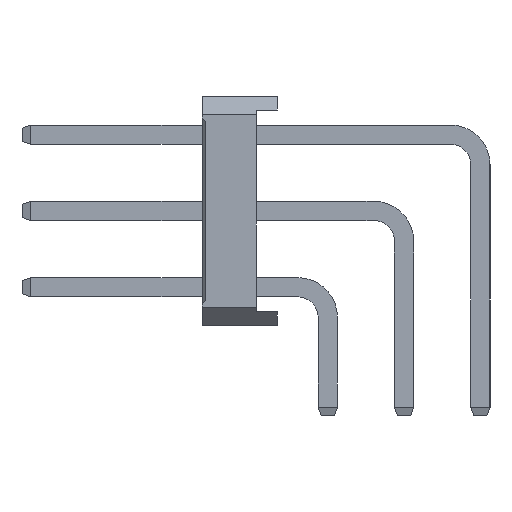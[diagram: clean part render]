
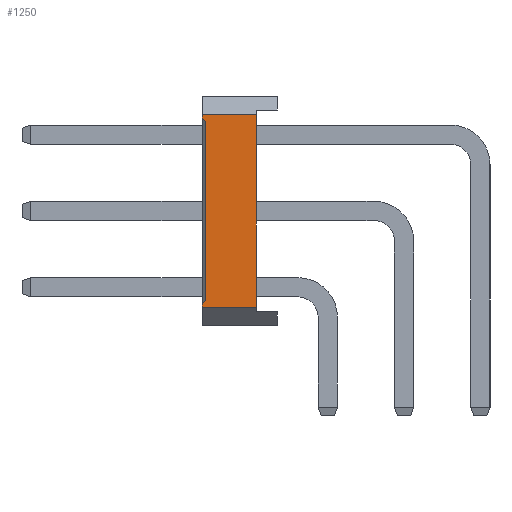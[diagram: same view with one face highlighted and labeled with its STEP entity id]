
A CAD part, left-side view. The second image highlights one B-rep face of the part: STEP entity #1250.
In plain terms, the highlighted planar face has unit normal (-1, 0, 0).
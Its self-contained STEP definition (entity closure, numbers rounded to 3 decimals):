
#1250=ADVANCED_FACE('',(#13676),#13678,.T.);
#13676=FACE_BOUND('',#13677,.T.);
#13677=EDGE_LOOP('',(#23777,#23778,#23779,#23780,#23781,#23782,#23783,#23784));
#13678=PLANE('',#13679);
#13679=AXIS2_PLACEMENT_3D('',#13680,#13681,#13682);
#13680=CARTESIAN_POINT('',(-1.27,1.68,0.6));
#13681=DIRECTION('',(-1.,0.,0.));
#13682=DIRECTION('',(0.,0.,1.));
#23777=ORIENTED_EDGE('',*,*,#30282,.F.);
#23778=ORIENTED_EDGE('',*,*,#30283,.T.);
#23779=ORIENTED_EDGE('',*,*,#30284,.F.);
#23780=ORIENTED_EDGE('',*,*,#29562,.F.);
#23781=ORIENTED_EDGE('',*,*,#30285,.F.);
#23782=ORIENTED_EDGE('',*,*,#29204,.T.);
#23783=ORIENTED_EDGE('',*,*,#30281,.T.);
#23784=ORIENTED_EDGE('',*,*,#29566,.F.);
#29204=EDGE_CURVE('',#32592,#32590,#32593,.T.);
#29562=EDGE_CURVE('',#33306,#33308,#33309,.T.);
#29566=EDGE_CURVE('',#33314,#33316,#33317,.T.);
#30281=EDGE_CURVE('',#32590,#33316,#34613,.T.);
#30282=EDGE_CURVE('',#34614,#33314,#34615,.F.);
#30283=EDGE_CURVE('',#34614,#34616,#34617,.T.);
#30284=EDGE_CURVE('',#33308,#34616,#34618,.F.);
#30285=EDGE_CURVE('',#32592,#33306,#34619,.T.);
#32590=VERTEX_POINT('',#38098);
#32592=VERTEX_POINT('',#38102);
#32593=LINE('',#38103,#38104);
#33306=VERTEX_POINT('',#39530);
#33308=VERTEX_POINT('',#39534);
#33309=LINE('',#39535,#39536);
#33314=VERTEX_POINT('',#39546);
#33316=VERTEX_POINT('',#39550);
#33317=LINE('',#39551,#39552);
#34613=LINE('',#42341,#42342);
#34614=VERTEX_POINT('',#42344);
#34615=LINE('',#42345,#42346);
#34616=VERTEX_POINT('',#42348);
#34617=LINE('',#42349,#42350);
#34618=LINE('',#42352,#42353);
#34619=LINE('',#42355,#42356);
#38098=CARTESIAN_POINT('',(-1.27,2.38,7.02));
#38102=CARTESIAN_POINT('',(-1.27,2.38,0.6));
#38103=CARTESIAN_POINT('',(-1.27,2.38,0.6));
#38104=VECTOR('',#38105,1.);
#38105=DIRECTION('',(0.,0.,1.));
#39530=CARTESIAN_POINT('',(-1.27,4.18,0.6));
#39534=CARTESIAN_POINT('',(-1.27,4.18,0.72));
#39535=CARTESIAN_POINT('',(-1.27,4.18,0.6));
#39536=VECTOR('',#39537,1.);
#39537=DIRECTION('',(0.,0.,1.));
#39546=CARTESIAN_POINT('',(-1.27,4.18,6.9));
#39550=CARTESIAN_POINT('',(-1.27,4.18,7.02));
#39551=CARTESIAN_POINT('',(-1.27,4.18,6.9));
#39552=VECTOR('',#39553,1.);
#39553=DIRECTION('',(0.,0.,1.));
#42341=CARTESIAN_POINT('',(-1.27,2.38,7.02));
#42342=VECTOR('',#42343,1.);
#42343=DIRECTION('',(0.,1.,0.));
#42344=CARTESIAN_POINT('',(-1.27,4.08,6.8));
#42345=CARTESIAN_POINT('',(-1.27,4.18,6.9));
#42346=VECTOR('',#42347,1.);
#42347=DIRECTION('',(0.,-0.707,-0.707));
#42348=CARTESIAN_POINT('',(-1.27,4.08,0.82));
#42349=CARTESIAN_POINT('',(-1.27,4.08,6.8));
#42350=VECTOR('',#42351,1.);
#42351=DIRECTION('',(0.,0.,-1.));
#42352=CARTESIAN_POINT('',(-1.27,4.08,0.82));
#42353=VECTOR('',#42354,1.);
#42354=DIRECTION('',(0.,0.707,-0.707));
#42355=CARTESIAN_POINT('',(-1.27,2.38,0.6));
#42356=VECTOR('',#42357,1.);
#42357=DIRECTION('',(0.,1.,0.));
